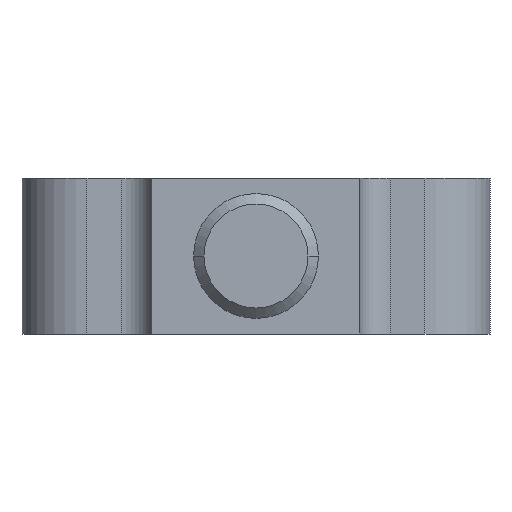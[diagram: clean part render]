
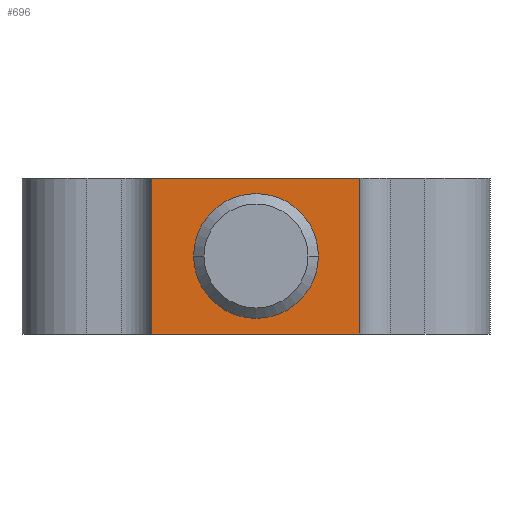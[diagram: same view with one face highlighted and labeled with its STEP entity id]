
A CAD part, left-side view. The second image highlights one B-rep face of the part: STEP entity #696.
In plain terms, the highlighted planar face has unit normal (-1, 0, 0).
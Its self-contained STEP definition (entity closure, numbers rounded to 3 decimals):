
#64 = VERTEX_POINT ( 'NONE', #872 ) ;
#70 = EDGE_CURVE ( 'NONE', #72, #64, #927, .T. ) ;
#72 = VERTEX_POINT ( 'NONE', #923 ) ;
#92 = EDGE_CURVE ( 'NONE', #253, #107, #940, .T. ) ;
#107 = VERTEX_POINT ( 'NONE', #974 ) ;
#112 = ORIENTED_EDGE ( 'NONE', *, *, #679, .F. ) ;
#253 = VERTEX_POINT ( 'NONE', #1202 ) ;
#308 = VERTEX_POINT ( 'NONE', #1332 ) ;
#310 = EDGE_CURVE ( 'NONE', #308, #311, #1331, .T. ) ;
#311 = VERTEX_POINT ( 'NONE', #1326 ) ;
#628 = ORIENTED_EDGE ( 'NONE', *, *, #310, .F. ) ;
#629 = EDGE_LOOP ( 'NONE', ( #630, #112, #680, #681 ) ) ;
#630 = ORIENTED_EDGE ( 'NONE', *, *, #92, .F. ) ;
#679 = EDGE_CURVE ( 'NONE', #64, #253, #2028, .T. ) ;
#680 = ORIENTED_EDGE ( 'NONE', *, *, #70, .F. ) ;
#681 = ORIENTED_EDGE ( 'NONE', *, *, #682, .F. ) ;
#682 = EDGE_CURVE ( 'NONE', #107, #72, #2021, .T. ) ;
#696 = ADVANCED_FACE ( 'NONE', ( #2000, #1999 ), #1998, .T. ) ;
#697 = EDGE_LOOP ( 'NONE', ( #698, #628 ) ) ;
#698 = ORIENTED_EDGE ( 'NONE', *, *, #699, .F. ) ;
#699 = EDGE_CURVE ( 'NONE', #311, #308, #2060, .T. ) ;
#872 = CARTESIAN_POINT ( 'NONE',  ( -25., 10., 0. ) ) ;
#923 = CARTESIAN_POINT ( 'NONE',  ( -25., -10., 0. ) ) ;
#924 = DIRECTION ( 'NONE',  ( 0., 1., 0. ) ) ;
#925 = VECTOR ( 'NONE', #924, 1000. ) ;
#926 = CARTESIAN_POINT ( 'NONE',  ( -25., 10., 0. ) ) ;
#927 = LINE ( 'NONE', #926, #925 ) ;
#937 = DIRECTION ( 'NONE',  ( 0., -1., 0. ) ) ;
#938 = VECTOR ( 'NONE', #937, 1000. ) ;
#939 = CARTESIAN_POINT ( 'NONE',  ( -25., 10., 15. ) ) ;
#940 = LINE ( 'NONE', #939, #938 ) ;
#974 = CARTESIAN_POINT ( 'NONE',  ( -25., -10., 15. ) ) ;
#1202 = CARTESIAN_POINT ( 'NONE',  ( -25., 10., 15. ) ) ;
#1326 = CARTESIAN_POINT ( 'NONE',  ( -25., 6., 7.5 ) ) ;
#1327 = DIRECTION ( 'NONE',  ( 0., -1., 0. ) ) ;
#1328 = DIRECTION ( 'NONE',  ( -1., 0., 0. ) ) ;
#1329 = CARTESIAN_POINT ( 'NONE',  ( -25., 0., 7.5 ) ) ;
#1330 = AXIS2_PLACEMENT_3D ( 'NONE', #1329, #1328, #1327 ) ;
#1331 = CIRCLE ( 'NONE', #1330, 6. ) ;
#1332 = CARTESIAN_POINT ( 'NONE',  ( -25., -6., 7.5 ) ) ;
#1996 = CARTESIAN_POINT ( 'NONE',  ( -25., 10., 15. ) ) ;
#1997 = AXIS2_PLACEMENT_3D ( 'NONE', #1996, #2062, #2061 ) ;
#1998 = PLANE ( 'NONE',  #1997 ) ;
#1999 = FACE_OUTER_BOUND ( 'NONE', #629, .T. ) ;
#2000 = FACE_BOUND ( 'NONE', #697, .T. ) ;
#2018 = DIRECTION ( 'NONE',  ( 0., 0., -1. ) ) ;
#2019 = VECTOR ( 'NONE', #2018, 1000. ) ;
#2020 = CARTESIAN_POINT ( 'NONE',  ( -25., -10., 15. ) ) ;
#2021 = LINE ( 'NONE', #2020, #2019 ) ;
#2022 = DIRECTION ( 'NONE',  ( 0., 0., 1. ) ) ;
#2023 = VECTOR ( 'NONE', #2022, 1000. ) ;
#2024 = CARTESIAN_POINT ( 'NONE',  ( -25., 10., 15. ) ) ;
#2028 = LINE ( 'NONE', #2024, #2023 ) ;
#2056 = DIRECTION ( 'NONE',  ( 0., -1., 0. ) ) ;
#2057 = DIRECTION ( 'NONE',  ( -1., 0., 0. ) ) ;
#2058 = CARTESIAN_POINT ( 'NONE',  ( -25., 0., 7.5 ) ) ;
#2059 = AXIS2_PLACEMENT_3D ( 'NONE', #2058, #2057, #2056 ) ;
#2060 = CIRCLE ( 'NONE', #2059, 6. ) ;
#2061 = DIRECTION ( 'NONE',  ( 0., 1., 0. ) ) ;
#2062 = DIRECTION ( 'NONE',  ( -1., 0., 0. ) ) ;
